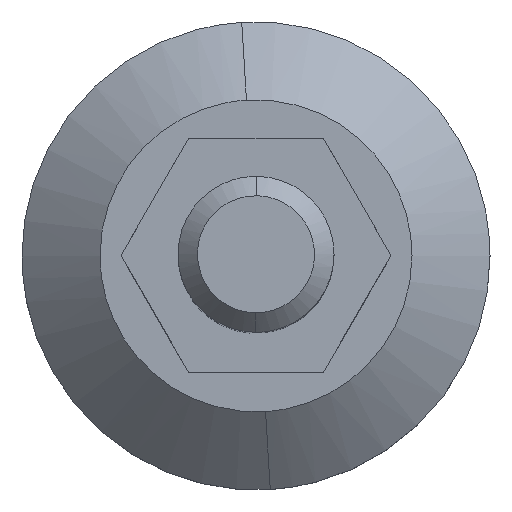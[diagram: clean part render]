
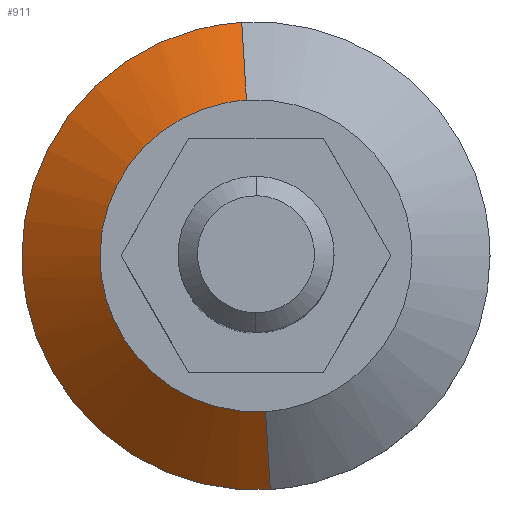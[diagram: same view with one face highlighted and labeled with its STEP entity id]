
A CAD part, top view. The second image highlights one B-rep face of the part: STEP entity #911.
In plain terms, the highlighted free-form (B-spline) face has degree [2, 1] with [5, 2] control points.
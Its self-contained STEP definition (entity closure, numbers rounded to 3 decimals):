
#657=CARTESIAN_POINT('',(1.221,-19.963,17.));
#658=VERTEX_POINT('',#657);
#659=CARTESIAN_POINT('',(-20.0,0.0,17.0));
#660=VERTEX_POINT('',#659);
#661=CARTESIAN_POINT('',(1.221,-19.963,17.));
#662=CARTESIAN_POINT('',(0.611,-20.,17.));
#663=CARTESIAN_POINT('',(0.,-20.,17.));
#664=CARTESIAN_POINT('',(-20.,-20.,17.));
#665=CARTESIAN_POINT('',(-20.0,0.0,17.0));
#673=(BOUNDED_CURVE()B_SPLINE_CURVE(2,(#661,#662,#663,#664,#665),.UNSPECIFIED.,.F.,.U.)B_SPLINE_CURVE_WITH_KNOTS((3,2,3),(0.739,0.75,1.0),.UNSPECIFIED.)CURVE()GEOMETRIC_REPRESENTATION_ITEM()RATIONAL_B_SPLINE_CURVE((0.976,0.988,1.0,0.707,1.0))REPRESENTATION_ITEM(''));
#674=EDGE_CURVE('',#658,#660,#673,.T.);
#691=CARTESIAN_POINT('',(-1.221,19.963,17.));
#692=VERTEX_POINT('',#691);
#708=CARTESIAN_POINT('',(-20.0,0.0,17.0));
#709=CARTESIAN_POINT('',(-20.,18.814,17.));
#710=CARTESIAN_POINT('',(-1.221,19.963,17.));
#718=(BOUNDED_CURVE()B_SPLINE_CURVE(2,(#708,#709,#710),.UNSPECIFIED.,.F.,.U.)B_SPLINE_CURVE_WITH_KNOTS((3,3),(0.0,0.239),.UNSPECIFIED.)CURVE()GEOMETRIC_REPRESENTATION_ITEM()RATIONAL_B_SPLINE_CURVE((1.0,0.72,0.976))REPRESENTATION_ITEM(''));
#719=EDGE_CURVE('',#660,#692,#718,.T.);
#808=CARTESIAN_POINT('',(-1.831,29.944,8.609));
#809=VERTEX_POINT('',#808);
#827=CARTESIAN_POINT('',(-1.221,19.963,17.));
#828=CARTESIAN_POINT('',(-1.831,29.944,8.609));
#829=QUASI_UNIFORM_CURVE('',1,(#827,#828),.UNSPECIFIED.,.F.,.U.);
#830=EDGE_CURVE('',#692,#809,#829,.T.);
#834=CARTESIAN_POINT('',(1.831,-29.944,8.609));
#835=VERTEX_POINT('',#834);
#836=CARTESIAN_POINT('',(1.221,-19.963,17.));
#837=CARTESIAN_POINT('',(1.831,-29.944,8.609));
#838=QUASI_UNIFORM_CURVE('',1,(#836,#837),.UNSPECIFIED.,.F.,.U.);
#839=EDGE_CURVE('',#658,#835,#838,.T.);
#857=CARTESIAN_POINT('',(1.206,-19.713,17.21));
#858=CARTESIAN_POINT('',(-18.507,-20.919,17.21));
#859=CARTESIAN_POINT('',(-19.713,-1.206,17.21));
#860=CARTESIAN_POINT('',(-20.919,18.507,17.21));
#861=CARTESIAN_POINT('',(-1.206,19.713,17.21));
#862=CARTESIAN_POINT('',(1.847,-30.2,8.394));
#863=CARTESIAN_POINT('',(-28.353,-32.047,8.394));
#864=CARTESIAN_POINT('',(-30.2,-1.847,8.394));
#865=CARTESIAN_POINT('',(-32.047,28.353,8.394));
#866=CARTESIAN_POINT('',(-1.847,30.2,8.394));
#874=(BOUNDED_SURFACE()B_SPLINE_SURFACE(2,1,((#857,#862),(#858,#863),(#859,#864),(#860,#865),(#861,#866)),.UNSPECIFIED.,.F.,.F.,.U.)B_SPLINE_SURFACE_WITH_KNOTS((3,2,3),(2,2),(0.0,50.13,100.26),(0.0,13.715),.UNSPECIFIED.)GEOMETRIC_REPRESENTATION_ITEM()RATIONAL_B_SPLINE_SURFACE(((1.0,1.0),(0.707,0.707),(1.0,1.0),(0.707,0.707),(1.0,1.0)))REPRESENTATION_ITEM('')SURFACE());
#875=CARTESIAN_POINT('',(-30.0,0.0,8.609));
#876=VERTEX_POINT('',#875);
#877=CARTESIAN_POINT('',(-30.0,0.0,8.609));
#878=CARTESIAN_POINT('',(-30.,28.221,8.609));
#879=CARTESIAN_POINT('',(-1.831,29.944,8.609));
#887=(BOUNDED_CURVE()B_SPLINE_CURVE(2,(#877,#878,#879),.UNSPECIFIED.,.F.,.U.)B_SPLINE_CURVE_WITH_KNOTS((3,3),(0.0,0.239),.UNSPECIFIED.)CURVE()GEOMETRIC_REPRESENTATION_ITEM()RATIONAL_B_SPLINE_CURVE((1.0,0.72,0.976))REPRESENTATION_ITEM(''));
#888=EDGE_CURVE('',#876,#809,#887,.T.);
#889=ORIENTED_EDGE('',*,*,#888,.F.);
#890=CARTESIAN_POINT('',(1.831,-29.944,8.609));
#891=CARTESIAN_POINT('',(0.917,-30.,8.609));
#892=CARTESIAN_POINT('',(0.,-30.,8.609));
#893=CARTESIAN_POINT('',(-30.,-30.,8.609));
#894=CARTESIAN_POINT('',(-30.0,0.0,8.609));
#902=(BOUNDED_CURVE()B_SPLINE_CURVE(2,(#890,#891,#892,#893,#894),.UNSPECIFIED.,.F.,.U.)B_SPLINE_CURVE_WITH_KNOTS((3,2,3),(0.739,0.75,1.0),.UNSPECIFIED.)CURVE()GEOMETRIC_REPRESENTATION_ITEM()RATIONAL_B_SPLINE_CURVE((0.976,0.988,1.0,0.707,1.0))REPRESENTATION_ITEM(''));
#903=EDGE_CURVE('',#835,#876,#902,.T.);
#904=ORIENTED_EDGE('',*,*,#903,.F.);
#905=ORIENTED_EDGE('',*,*,#839,.F.);
#906=ORIENTED_EDGE('',*,*,#674,.T.);
#907=ORIENTED_EDGE('',*,*,#719,.T.);
#908=ORIENTED_EDGE('',*,*,#830,.T.);
#909=EDGE_LOOP('',(#889,#904,#905,#906,#907,#908));
#910=FACE_OUTER_BOUND('',#909,.T.);
#911=ADVANCED_FACE('',(#910),#874,.T.);
